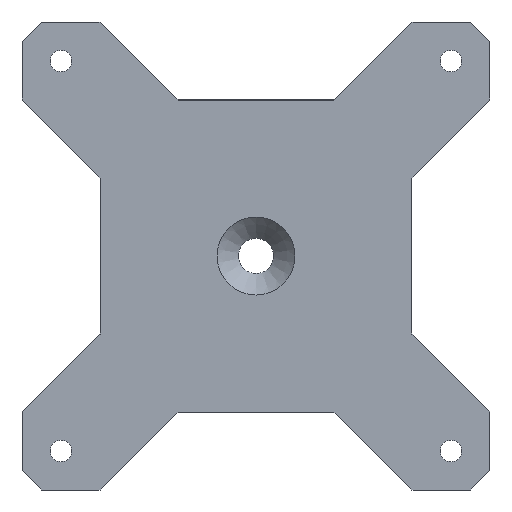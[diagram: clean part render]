
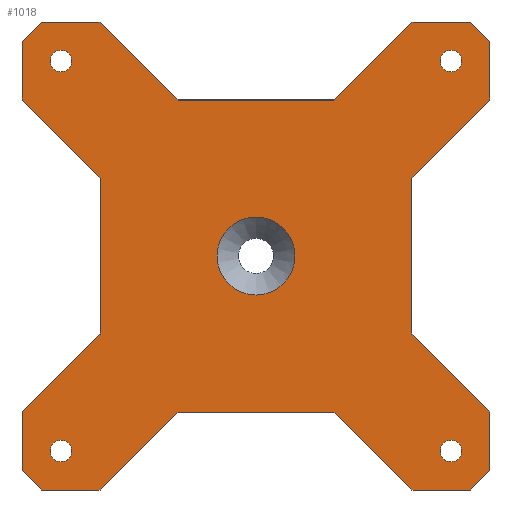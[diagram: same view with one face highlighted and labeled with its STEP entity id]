
A CAD part, front view. The second image highlights one B-rep face of the part: STEP entity #1018.
In plain terms, the highlighted planar face has unit normal (0, -1, -0.001).
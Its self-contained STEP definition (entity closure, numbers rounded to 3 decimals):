
#43=FACE_BOUND('',#193,.T.);
#44=FACE_BOUND('',#194,.T.);
#45=FACE_BOUND('',#195,.T.);
#46=FACE_BOUND('',#196,.T.);
#47=FACE_BOUND('',#197,.T.);
#83=PLANE('',#1089);
#134=FACE_OUTER_BOUND('',#192,.T.);
#192=EDGE_LOOP('',(#933,#934,#935,#936,#937,#938,#939,#940,#941,#942,#943,
#944,#945,#946,#947,#948,#949,#950,#951,#952,#953,#954,#955,#956));
#193=EDGE_LOOP('',(#957));
#194=EDGE_LOOP('',(#958));
#195=EDGE_LOOP('',(#959));
#196=EDGE_LOOP('',(#960));
#197=EDGE_LOOP('',(#961));
#201=LINE('',#1350,#320);
#207=LINE('',#1361,#326);
#238=LINE('',#1473,#357);
#242=LINE('',#1479,#361);
#243=LINE('',#1483,#362);
#247=LINE('',#1489,#366);
#248=LINE('',#1493,#367);
#251=LINE('',#1498,#370);
#290=LINE('',#1705,#409);
#292=LINE('',#1708,#411);
#293=LINE('',#1711,#412);
#295=LINE('',#1715,#414);
#297=LINE('',#1719,#416);
#299=LINE('',#1722,#418);
#300=LINE('',#1725,#419);
#302=LINE('',#1729,#421);
#304=LINE('',#1733,#423);
#306=LINE('',#1736,#425);
#307=LINE('',#1739,#426);
#309=LINE('',#1743,#428);
#311=LINE('',#1747,#430);
#313=LINE('',#1751,#432);
#315=LINE('',#1754,#434);
#316=LINE('',#1756,#435);
#320=VECTOR('',#1118,10.);
#326=VECTOR('',#1126,10.);
#357=VECTOR('',#1169,10.);
#361=VECTOR('',#1175,10.);
#362=VECTOR('',#1178,10.);
#366=VECTOR('',#1184,10.);
#367=VECTOR('',#1187,10.);
#370=VECTOR('',#1192,10.);
#409=VECTOR('',#1267,10.);
#411=VECTOR('',#1271,10.);
#412=VECTOR('',#1274,10.);
#414=VECTOR('',#1278,10.);
#416=VECTOR('',#1282,10.);
#418=VECTOR('',#1286,10.);
#419=VECTOR('',#1289,10.);
#421=VECTOR('',#1293,10.);
#423=VECTOR('',#1297,10.);
#425=VECTOR('',#1301,10.);
#426=VECTOR('',#1304,10.);
#428=VECTOR('',#1308,10.);
#430=VECTOR('',#1312,10.);
#432=VECTOR('',#1316,10.);
#434=VECTOR('',#1320,10.);
#435=VECTOR('',#1323,10.);
#439=CIRCLE('',#1040,10.);
#445=CIRCLE('',#1066,2.75);
#446=CIRCLE('',#1068,2.75);
#447=CIRCLE('',#1070,2.75);
#448=CIRCLE('',#1072,2.75);
#452=VERTEX_POINT('',#1340);
#454=VERTEX_POINT('',#1348);
#455=VERTEX_POINT('',#1349);
#459=VERTEX_POINT('',#1359);
#501=VERTEX_POINT('',#1471);
#502=VERTEX_POINT('',#1472);
#503=VERTEX_POINT('',#1477);
#504=VERTEX_POINT('',#1481);
#505=VERTEX_POINT('',#1482);
#506=VERTEX_POINT('',#1487);
#507=VERTEX_POINT('',#1491);
#508=VERTEX_POINT('',#1492);
#509=VERTEX_POINT('',#1497);
#526=VERTEX_POINT('',#1686);
#527=VERTEX_POINT('',#1690);
#528=VERTEX_POINT('',#1694);
#529=VERTEX_POINT('',#1698);
#530=VERTEX_POINT('',#1702);
#531=VERTEX_POINT('',#1704);
#532=VERTEX_POINT('',#1710);
#533=VERTEX_POINT('',#1714);
#534=VERTEX_POINT('',#1718);
#535=VERTEX_POINT('',#1724);
#536=VERTEX_POINT('',#1728);
#537=VERTEX_POINT('',#1732);
#538=VERTEX_POINT('',#1738);
#539=VERTEX_POINT('',#1742);
#540=VERTEX_POINT('',#1746);
#541=VERTEX_POINT('',#1750);
#546=EDGE_CURVE('',#452,#452,#439,.T.);
#550=EDGE_CURVE('',#454,#455,#201,.T.);
#556=EDGE_CURVE('',#454,#459,#207,.T.);
#599=EDGE_CURVE('',#501,#502,#238,.T.);
#603=EDGE_CURVE('',#501,#503,#242,.T.);
#604=EDGE_CURVE('',#504,#505,#243,.T.);
#608=EDGE_CURVE('',#504,#506,#247,.T.);
#609=EDGE_CURVE('',#507,#508,#248,.T.);
#612=EDGE_CURVE('',#509,#508,#251,.T.);
#646=EDGE_CURVE('',#526,#526,#445,.T.);
#648=EDGE_CURVE('',#527,#527,#446,.T.);
#650=EDGE_CURVE('',#528,#528,#447,.T.);
#652=EDGE_CURVE('',#529,#529,#448,.T.);
#655=EDGE_CURVE('',#531,#530,#290,.T.);
#657=EDGE_CURVE('',#459,#531,#292,.T.);
#658=EDGE_CURVE('',#532,#455,#293,.T.);
#660=EDGE_CURVE('',#533,#532,#295,.T.);
#662=EDGE_CURVE('',#534,#533,#297,.T.);
#664=EDGE_CURVE('',#503,#534,#299,.T.);
#665=EDGE_CURVE('',#535,#502,#300,.T.);
#667=EDGE_CURVE('',#536,#535,#302,.T.);
#669=EDGE_CURVE('',#537,#536,#304,.T.);
#671=EDGE_CURVE('',#506,#537,#306,.T.);
#672=EDGE_CURVE('',#538,#505,#307,.T.);
#674=EDGE_CURVE('',#539,#538,#309,.T.);
#676=EDGE_CURVE('',#540,#539,#311,.T.);
#678=EDGE_CURVE('',#541,#540,#313,.T.);
#680=EDGE_CURVE('',#507,#541,#315,.T.);
#681=EDGE_CURVE('',#530,#509,#316,.T.);
#933=ORIENTED_EDGE('',*,*,#550,.F.);
#934=ORIENTED_EDGE('',*,*,#556,.T.);
#935=ORIENTED_EDGE('',*,*,#657,.T.);
#936=ORIENTED_EDGE('',*,*,#655,.T.);
#937=ORIENTED_EDGE('',*,*,#681,.T.);
#938=ORIENTED_EDGE('',*,*,#612,.T.);
#939=ORIENTED_EDGE('',*,*,#609,.F.);
#940=ORIENTED_EDGE('',*,*,#680,.T.);
#941=ORIENTED_EDGE('',*,*,#678,.T.);
#942=ORIENTED_EDGE('',*,*,#676,.T.);
#943=ORIENTED_EDGE('',*,*,#674,.T.);
#944=ORIENTED_EDGE('',*,*,#672,.T.);
#945=ORIENTED_EDGE('',*,*,#604,.F.);
#946=ORIENTED_EDGE('',*,*,#608,.T.);
#947=ORIENTED_EDGE('',*,*,#671,.T.);
#948=ORIENTED_EDGE('',*,*,#669,.T.);
#949=ORIENTED_EDGE('',*,*,#667,.T.);
#950=ORIENTED_EDGE('',*,*,#665,.T.);
#951=ORIENTED_EDGE('',*,*,#599,.F.);
#952=ORIENTED_EDGE('',*,*,#603,.T.);
#953=ORIENTED_EDGE('',*,*,#664,.T.);
#954=ORIENTED_EDGE('',*,*,#662,.T.);
#955=ORIENTED_EDGE('',*,*,#660,.T.);
#956=ORIENTED_EDGE('',*,*,#658,.T.);
#957=ORIENTED_EDGE('',*,*,#546,.T.);
#958=ORIENTED_EDGE('',*,*,#652,.T.);
#959=ORIENTED_EDGE('',*,*,#650,.T.);
#960=ORIENTED_EDGE('',*,*,#648,.T.);
#961=ORIENTED_EDGE('',*,*,#646,.T.);
#1018=ADVANCED_FACE('',(#134,#43,#44,#45,#46,#47),#83,.F.);
#1040=AXIS2_PLACEMENT_3D('',#1341,#1108,#1109);
#1066=AXIS2_PLACEMENT_3D('',#1687,#1246,#1247);
#1068=AXIS2_PLACEMENT_3D('',#1691,#1251,#1252);
#1070=AXIS2_PLACEMENT_3D('',#1695,#1256,#1257);
#1072=AXIS2_PLACEMENT_3D('',#1699,#1261,#1262);
#1089=AXIS2_PLACEMENT_3D('',#1757,#1324,#1325);
#1108=DIRECTION('center_axis',(0.,1.,0.));
#1109=DIRECTION('ref_axis',(0.,0.,-1.));
#1118=DIRECTION('',(-0.707,0.,-0.707));
#1126=DIRECTION('',(0.,0.,1.));
#1169=DIRECTION('',(-0.707,0.,0.707));
#1175=DIRECTION('',(1.,0.,0.));
#1178=DIRECTION('',(0.707,0.,0.707));
#1184=DIRECTION('',(0.,0.,-1.));
#1187=DIRECTION('',(0.707,0.,-0.707));
#1192=DIRECTION('',(0.,0.,1.));
#1246=DIRECTION('center_axis',(0.,1.,0.));
#1247=DIRECTION('ref_axis',(1.,0.,0.));
#1251=DIRECTION('center_axis',(0.,1.,0.));
#1252=DIRECTION('ref_axis',(1.,0.,0.));
#1256=DIRECTION('center_axis',(0.,1.,0.));
#1257=DIRECTION('ref_axis',(1.,0.,0.));
#1261=DIRECTION('center_axis',(0.,1.,0.));
#1262=DIRECTION('ref_axis',(1.,0.,0.));
#1267=DIRECTION('',(0.,0.,1.));
#1271=DIRECTION('',(-0.707,0.,0.707));
#1274=DIRECTION('',(1.,0.,0.));
#1278=DIRECTION('',(0.707,0.,-0.707));
#1282=DIRECTION('',(1.,0.,0.));
#1286=DIRECTION('',(0.707,0.,0.707));
#1289=DIRECTION('',(0.,0.,-1.));
#1293=DIRECTION('',(-0.707,0.,-0.707));
#1297=DIRECTION('',(0.,0.,-1.));
#1301=DIRECTION('',(0.707,0.,-0.707));
#1304=DIRECTION('',(-1.,0.,0.));
#1308=DIRECTION('',(-0.707,0.,0.707));
#1312=DIRECTION('',(-1.,0.,0.));
#1316=DIRECTION('',(-0.707,0.,-0.707));
#1320=DIRECTION('',(-1.,0.,0.));
#1323=DIRECTION('',(0.707,0.,0.707));
#1324=DIRECTION('center_axis',(0.,1.,0.));
#1325=DIRECTION('ref_axis',(1.,0.,0.));
#1340=CARTESIAN_POINT('',(292.184,-5.,170.03));
#1341=CARTESIAN_POINT('Origin',(292.184,-5.,160.03));
#1348=CARTESIAN_POINT('',(352.184,-5.,105.03));
#1349=CARTESIAN_POINT('',(347.184,-5.,100.03));
#1350=CARTESIAN_POINT('',(349.684,-5.,102.53));
#1359=CARTESIAN_POINT('',(352.184,-5.,120.03));
#1361=CARTESIAN_POINT('',(352.184,-5.,100.03));
#1471=CARTESIAN_POINT('',(237.184,-5.,100.03));
#1472=CARTESIAN_POINT('',(232.184,-5.,105.03));
#1473=CARTESIAN_POINT('',(234.684,-5.,102.53));
#1477=CARTESIAN_POINT('',(252.184,-5.,100.03));
#1479=CARTESIAN_POINT('',(232.184,-5.,100.03));
#1481=CARTESIAN_POINT('',(232.184,-5.,215.03));
#1482=CARTESIAN_POINT('',(237.184,-5.,220.03));
#1483=CARTESIAN_POINT('',(234.684,-5.,217.53));
#1487=CARTESIAN_POINT('',(232.184,-5.,200.03));
#1489=CARTESIAN_POINT('',(232.184,-5.,220.03));
#1491=CARTESIAN_POINT('',(347.184,-5.,220.03));
#1492=CARTESIAN_POINT('',(352.184,-5.,215.03));
#1493=CARTESIAN_POINT('',(349.684,-5.,217.53));
#1497=CARTESIAN_POINT('',(352.184,-5.,200.03));
#1498=CARTESIAN_POINT('',(352.184,-5.,100.03));
#1686=CARTESIAN_POINT('',(239.434,-5.,110.03));
#1687=CARTESIAN_POINT('Origin',(242.184,-5.,110.03));
#1690=CARTESIAN_POINT('',(239.434,-5.,210.03));
#1691=CARTESIAN_POINT('Origin',(242.184,-5.,210.03));
#1694=CARTESIAN_POINT('',(339.434,-5.,210.03));
#1695=CARTESIAN_POINT('Origin',(342.184,-5.,210.03));
#1698=CARTESIAN_POINT('',(339.434,-5.,110.03));
#1699=CARTESIAN_POINT('Origin',(342.184,-5.,110.03));
#1702=CARTESIAN_POINT('',(332.184,-5.,180.03));
#1704=CARTESIAN_POINT('',(332.184,-5.,140.03));
#1705=CARTESIAN_POINT('',(332.184,-5.,120.03));
#1708=CARTESIAN_POINT('',(352.184,-5.,120.03));
#1710=CARTESIAN_POINT('',(332.184,-5.,100.03));
#1711=CARTESIAN_POINT('',(232.184,-5.,100.03));
#1714=CARTESIAN_POINT('',(312.184,-5.,120.03));
#1715=CARTESIAN_POINT('',(232.184,-5.,200.03));
#1718=CARTESIAN_POINT('',(272.184,-5.,120.03));
#1719=CARTESIAN_POINT('',(252.184,-5.,120.03));
#1722=CARTESIAN_POINT('',(352.184,-5.,200.03));
#1724=CARTESIAN_POINT('',(232.184,-5.,120.03));
#1725=CARTESIAN_POINT('',(232.184,-5.,220.03));
#1728=CARTESIAN_POINT('',(252.184,-5.,140.03));
#1729=CARTESIAN_POINT('',(332.184,-5.,220.03));
#1732=CARTESIAN_POINT('',(252.184,-5.,180.03));
#1733=CARTESIAN_POINT('',(252.184,-5.,200.03));
#1736=CARTESIAN_POINT('',(232.184,-5.,200.03));
#1738=CARTESIAN_POINT('',(252.184,-5.,220.03));
#1739=CARTESIAN_POINT('',(352.184,-5.,220.03));
#1742=CARTESIAN_POINT('',(272.184,-5.,200.03));
#1743=CARTESIAN_POINT('',(352.184,-5.,120.03));
#1746=CARTESIAN_POINT('',(312.184,-5.,200.03));
#1747=CARTESIAN_POINT('',(332.184,-5.,200.03));
#1750=CARTESIAN_POINT('',(332.184,-5.,220.03));
#1751=CARTESIAN_POINT('',(332.184,-5.,220.03));
#1754=CARTESIAN_POINT('',(352.184,-5.,220.03));
#1756=CARTESIAN_POINT('',(352.184,-5.,200.03));
#1757=CARTESIAN_POINT('Origin',(292.184,-5.,160.03));
